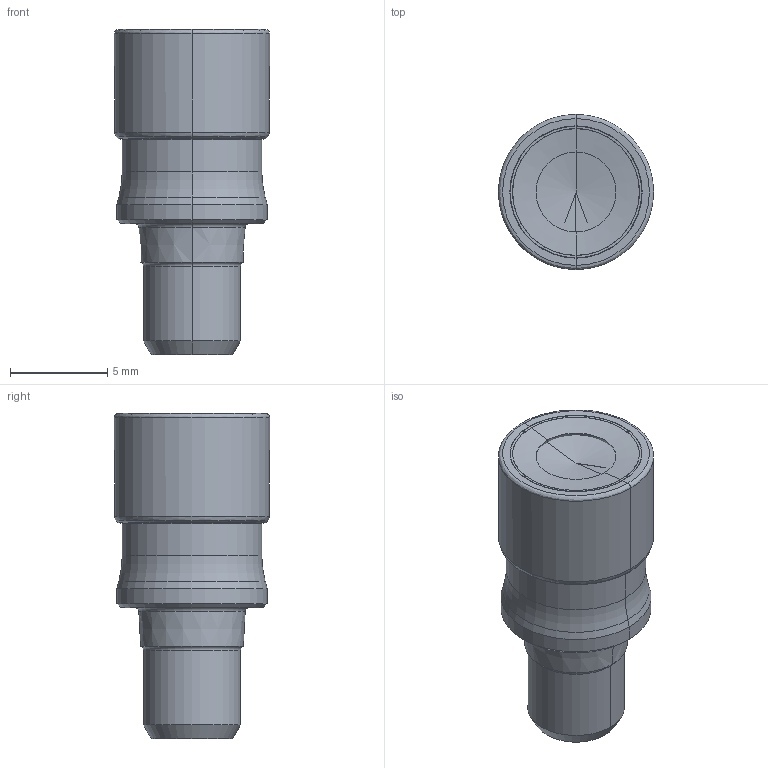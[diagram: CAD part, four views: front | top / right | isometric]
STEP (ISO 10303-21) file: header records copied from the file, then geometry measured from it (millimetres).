
FILE_DESCRIPTION((''),'2;1');
FILE_NAME('12J1A008010TQR00','2023-09-28T15:24:49',('arcalean'),(''),'CREO PARAMETRIC BY PTC INC, 2021184','CREO PARAMETRIC BY PTC INC, 2021184','');
FILE_SCHEMA(('AUTOMOTIVE_DESIGN { 1 0 10303 214 1 1 1 1 }'));
Length unit declared in the file: millimetre
Products named in the file (3): NOCUT; CUT; 12J1A008010TQR00
Assembly tree (2 placements, depth 2):
  12J1A008010TQR00
    NOCUT
    CUT
Bounding box: 8 x 8 x 16.75 mm (x, y, z)
Volume: 666.2 mm3; surface area: 720 mm2
Topology: 2 solids, 2 shells, 61 faces, 124 edges, 64 vertices
Faces by surface type: revolution 22, cone 18, torus 10, cylinder 8, plane 3
Entity records: 3481 total; most frequent: CARTESIAN_POINT 1645, DIRECTION 294, ORIENTED_EDGE 240, PRESENTATION_STYLE_ASSIGNMENT 125, STYLED_ITEM 125, CURVE_STYLE 123, AXIS2_PLACEMENT_3D 122, EDGE_CURVE 120
